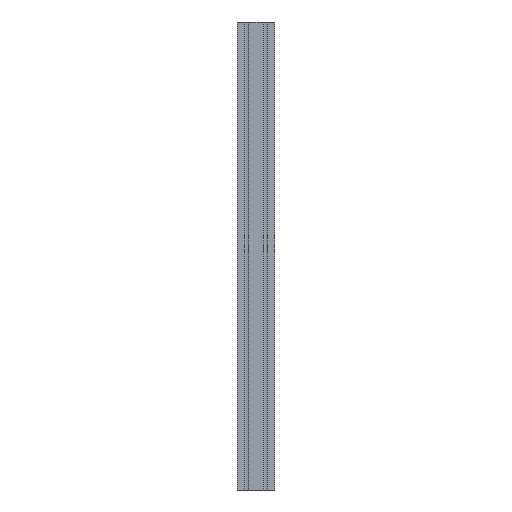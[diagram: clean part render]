
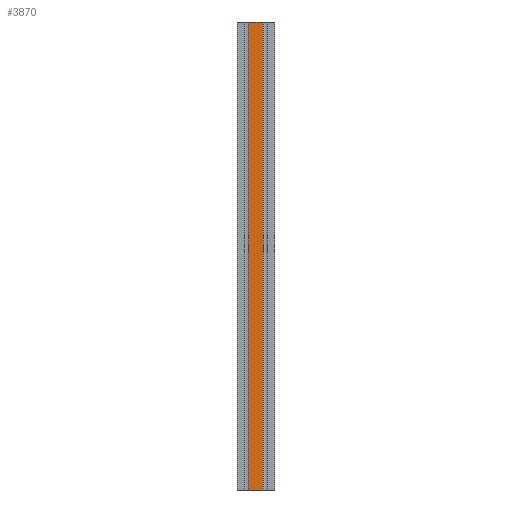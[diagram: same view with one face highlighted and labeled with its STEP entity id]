
A CAD part, left-side view. The second image highlights one B-rep face of the part: STEP entity #3870.
In plain terms, the highlighted planar face has unit normal (-1, 0, 0).
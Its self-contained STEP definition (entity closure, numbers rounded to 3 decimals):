
#17 = VERTEX_POINT ( 'NONE', #3391 ) ;
#246 = PLANE ( 'NONE',  #1690 ) ;
#415 = EDGE_CURVE ( 'NONE', #2754, #2515, #3795, .T. ) ;
#526 = CARTESIAN_POINT ( 'NONE',  ( -20., 0., 0. ) ) ;
#540 = LINE ( 'NONE', #2649, #961 ) ;
#604 = ORIENTED_EDGE ( 'NONE', *, *, #415, .F. ) ;
#875 = EDGE_LOOP ( 'NONE', ( #2125, #2916, #604, #2870 ) ) ;
#944 = VERTEX_POINT ( 'NONE', #1611 ) ;
#961 = VECTOR ( 'NONE', #2012, 1000. ) ;
#1027 = VECTOR ( 'NONE', #2121, 1000. ) ;
#1228 = DIRECTION ( 'NONE',  ( 1., 0., 0. ) ) ;
#1350 = DIRECTION ( 'NONE',  ( 0., -1., 0. ) ) ;
#1446 = VECTOR ( 'NONE', #2885, 1000. ) ;
#1535 = FACE_OUTER_BOUND ( 'NONE', #875, .T. ) ;
#1611 = CARTESIAN_POINT ( 'NONE',  ( -20., 4.2, 0. ) ) ;
#1690 = AXIS2_PLACEMENT_3D ( 'NONE', #3907, #1228, #2060 ) ;
#1826 = CARTESIAN_POINT ( 'NONE',  ( -20., 4.2, 1000. ) ) ;
#1860 = EDGE_CURVE ( 'NONE', #17, #944, #3882, .T. ) ;
#2012 = DIRECTION ( 'NONE',  ( 0., 0., -1. ) ) ;
#2060 = DIRECTION ( 'NONE',  ( 0., 0., -1. ) ) ;
#2077 = EDGE_CURVE ( 'NONE', #2515, #944, #3058, .T. ) ;
#2121 = DIRECTION ( 'NONE',  ( 0., 0., -1. ) ) ;
#2125 = ORIENTED_EDGE ( 'NONE', *, *, #1860, .T. ) ;
#2268 = CARTESIAN_POINT ( 'NONE',  ( -20., 0., 1000. ) ) ;
#2373 = EDGE_CURVE ( 'NONE', #2754, #17, #540, .T. ) ;
#2515 = VERTEX_POINT ( 'NONE', #2727 ) ;
#2649 = CARTESIAN_POINT ( 'NONE',  ( -20., 35.8, 1000. ) ) ;
#2727 = CARTESIAN_POINT ( 'NONE',  ( -20., 4.2, 1000. ) ) ;
#2754 = VERTEX_POINT ( 'NONE', #3143 ) ;
#2870 = ORIENTED_EDGE ( 'NONE', *, *, #2373, .T. ) ;
#2885 = DIRECTION ( 'NONE',  ( 0., -1., 0. ) ) ;
#2916 = ORIENTED_EDGE ( 'NONE', *, *, #2077, .F. ) ;
#3010 = VECTOR ( 'NONE', #1350, 1000. ) ;
#3058 = LINE ( 'NONE', #1826, #1027 ) ;
#3143 = CARTESIAN_POINT ( 'NONE',  ( -20., 35.8, 1000. ) ) ;
#3391 = CARTESIAN_POINT ( 'NONE',  ( -20., 35.8, 0. ) ) ;
#3795 = LINE ( 'NONE', #2268, #3010 ) ;
#3870 = ADVANCED_FACE ( 'NONE', ( #1535 ), #246, .F. ) ;
#3882 = LINE ( 'NONE', #526, #1446 ) ;
#3907 = CARTESIAN_POINT ( 'NONE',  ( -20., 0., 1000. ) ) ;
